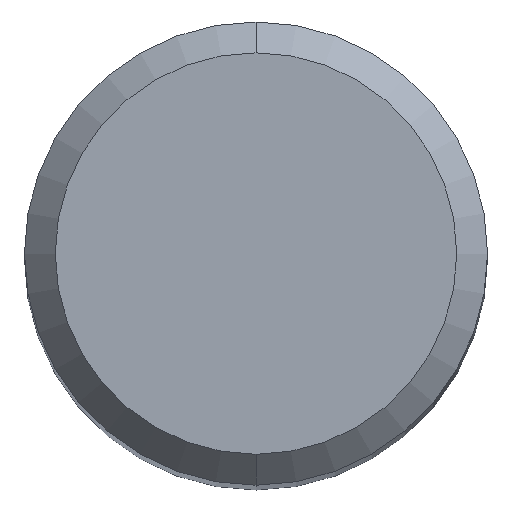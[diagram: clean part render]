
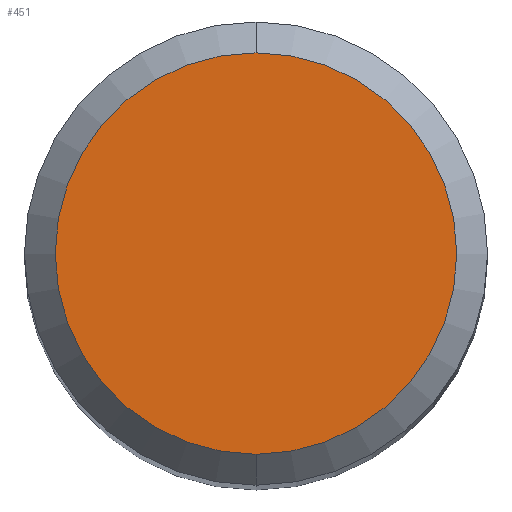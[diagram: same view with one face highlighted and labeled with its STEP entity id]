
A CAD part, top view. The second image highlights one B-rep face of the part: STEP entity #451.
In plain terms, the highlighted planar face has unit normal (0, 0, 1).
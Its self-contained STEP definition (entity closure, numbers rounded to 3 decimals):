
#293=VERTEX_POINT('',#613);
#349=EDGE_CURVE('',#445,#293,#673,.T.);
#445=VERTEX_POINT('',#778);
#451=ADVANCED_FACE('',(#786),#787,.T.);
#453=EDGE_CURVE('',#293,#445,#789,.T.);
#613=CARTESIAN_POINT('',(0.0,2.6,0.0));
#673=CIRCLE('',#1148,2.6);
#778=CARTESIAN_POINT('',(0.,-2.6,0.0));
#786=FACE_OUTER_BOUND('',#1423,.T.);
#787=PLANE('',#1424);
#789=CIRCLE('',#1427,2.6);
#1148=AXIS2_PLACEMENT_3D('',#1651,#1652,#1653);
#1423=EDGE_LOOP('',(#1784,#1785));
#1424=AXIS2_PLACEMENT_3D('',#1786,#1787,#1788);
#1427=AXIS2_PLACEMENT_3D('',#1789,#1790,#1791);
#1651=CARTESIAN_POINT('',(0.0,0.0,0.0));
#1652=DIRECTION('',(0.0,0.0,-1.0));
#1653=DIRECTION('',(0.0,1.0,0.0));
#1784=ORIENTED_EDGE('',*,*,#453,.F.);
#1785=ORIENTED_EDGE('',*,*,#349,.F.);
#1786=CARTESIAN_POINT('',(0.0,1.3,0.0));
#1787=DIRECTION('',(-0.0,0.0,1.0));
#1788=DIRECTION('',(0.0,-1.0,0.0));
#1789=CARTESIAN_POINT('',(0.0,0.0,0.0));
#1790=DIRECTION('',(0.0,0.0,-1.0));
#1791=DIRECTION('',(0.0,1.0,0.0));
